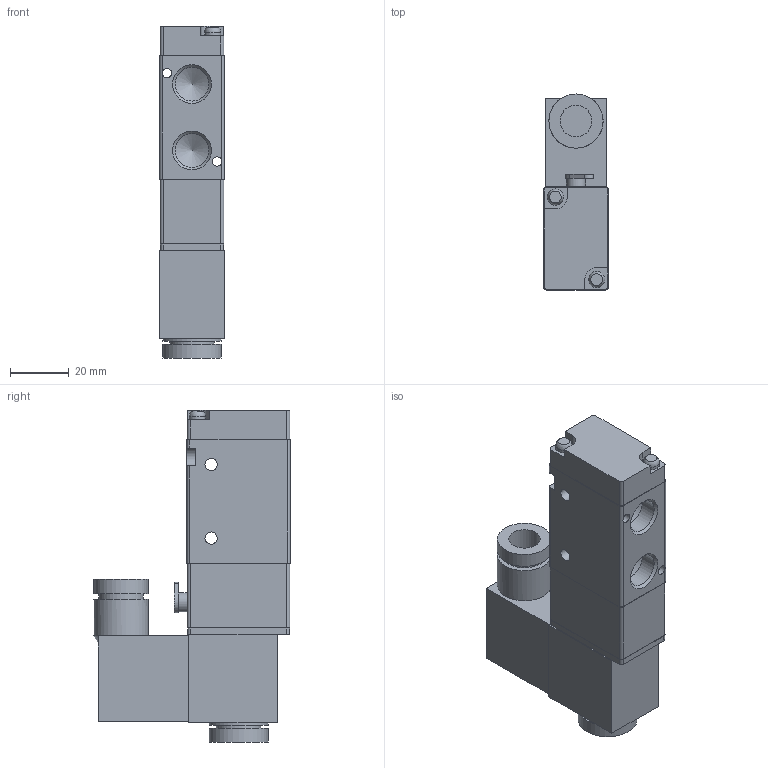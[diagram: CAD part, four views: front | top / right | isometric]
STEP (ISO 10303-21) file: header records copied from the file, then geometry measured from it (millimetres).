
FILE_DESCRIPTION(/* description */ ('STEP AP203'),/* implementation_level */ '2;1');
FILE_NAME(/* name */ 'RV3221H-08QE4',/* time_stamp */ '2024-05-09T17:58:38+02:00',/* author */ ('License CC BY-ND 4.0'),/* organization */ ('CADENAS'),/* preprocessor_version */ 'ST-DEVELOPER v19.3',/* originating_system */ 'PARTsolutions',/* authorisation */ ' ');
FILE_SCHEMA (('CONFIG_CONTROL_DESIGN'));
Length unit declared in the file: millimetre
Products named in the file (2): RV3221H-08QE4; RV3221H-08QE4-body
Assembly tree (1 placements, depth 2):
  RV3221H-08QE4
    RV3221H-08QE4-body
Bounding box: 22.3 x 66.6 x 112.7 mm (x, y, z)
Volume: 98245.7 mm3; surface area: 20995.2 mm2
Topology: 1 solids, 1 shells, 109 faces, 284 edges, 187 vertices
Faces by surface type: plane 59, cylinder 41, cone 7, sphere 2
Full cylindrical faces by diameter (mm): 3.2 x2, 4.2 x2, 5.5 x2, 6.5 x1, 10.8 x1, 11.445 x3, 15 x2, 18.4 x2, 20 x2
Entity records: 3219 total; most frequent: CARTESIAN_POINT 590, DIRECTION 549, ORIENTED_EDGE 484, EDGE_CURVE 242, AXIS2_PLACEMENT_3D 201, VERTEX_POINT 175, FACE_BOUND 161, EDGE_LOOP 158
